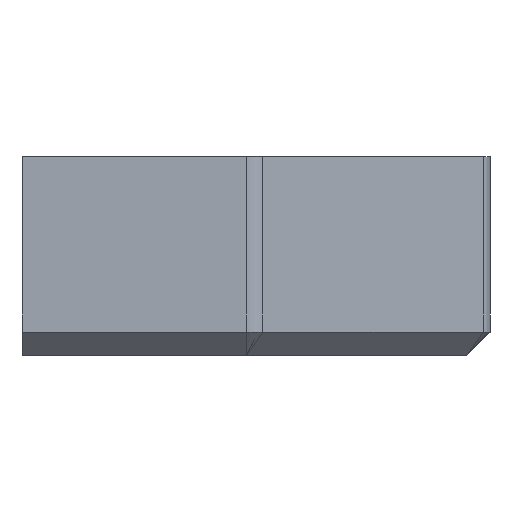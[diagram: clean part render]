
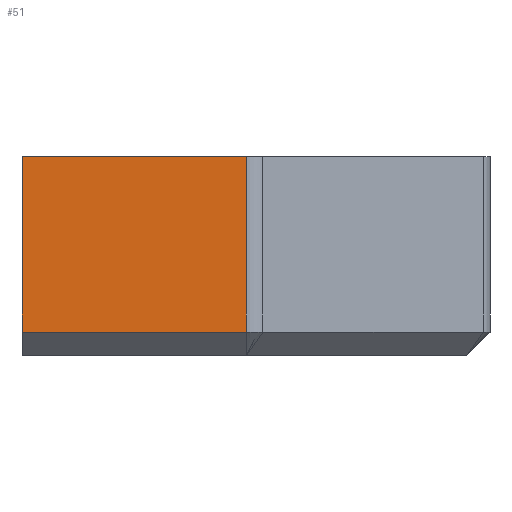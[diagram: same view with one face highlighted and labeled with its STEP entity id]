
A CAD part, left-side view. The second image highlights one B-rep face of the part: STEP entity #51.
In plain terms, the highlighted planar face has unit normal (-1, 0, 0).
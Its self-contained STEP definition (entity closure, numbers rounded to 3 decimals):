
#34 = CARTESIAN_POINT ( 'NONE',  ( -19., 10., 4.25 ) ) ;
#51 = ADVANCED_FACE ( 'NONE', ( #1161 ), #1088, .F. ) ;
#122 = EDGE_CURVE ( 'NONE', #599, #898, #747, .T. ) ;
#155 = DIRECTION ( 'NONE',  ( 0., -1., 0. ) ) ;
#160 = CARTESIAN_POINT ( 'NONE',  ( -19., 10., -3.25 ) ) ;
#165 = VECTOR ( 'NONE', #155, 1000. ) ;
#174 = ORIENTED_EDGE ( 'NONE', *, *, #874, .F. ) ;
#295 = EDGE_CURVE ( 'NONE', #677, #1289, #761, .T. ) ;
#299 = ORIENTED_EDGE ( 'NONE', *, *, #295, .T. ) ;
#314 = EDGE_CURVE ( 'NONE', #599, #677, #1453, .T. ) ;
#317 = AXIS2_PLACEMENT_3D ( 'NONE', #416, #1093, #1315 ) ;
#416 = CARTESIAN_POINT ( 'NONE',  ( -19., 10., -4.25 ) ) ;
#440 = VECTOR ( 'NONE', #509, 1000. ) ;
#509 = DIRECTION ( 'NONE',  ( 0., -1., 0. ) ) ;
#516 = VECTOR ( 'NONE', #1413, 1000. ) ;
#551 = VECTOR ( 'NONE', #1461, 1000. ) ;
#599 = VERTEX_POINT ( 'NONE', #1456 ) ;
#677 = VERTEX_POINT ( 'NONE', #1449 ) ;
#747 = LINE ( 'NONE', #1351, #551 ) ;
#761 = LINE ( 'NONE', #840, #516 ) ;
#762 = ORIENTED_EDGE ( 'NONE', *, *, #122, .F. ) ;
#840 = CARTESIAN_POINT ( 'NONE',  ( -19., 0.414, 4.25 ) ) ;
#874 = EDGE_CURVE ( 'NONE', #898, #1289, #1281, .T. ) ;
#898 = VERTEX_POINT ( 'NONE', #1047 ) ;
#1047 = CARTESIAN_POINT ( 'NONE',  ( -19., 10., 4.25 ) ) ;
#1088 = PLANE ( 'NONE',  #317 ) ;
#1093 = DIRECTION ( 'NONE',  ( 1., 0., 0. ) ) ;
#1161 = FACE_OUTER_BOUND ( 'NONE', #1344, .T. ) ;
#1281 = LINE ( 'NONE', #34, #165 ) ;
#1289 = VERTEX_POINT ( 'NONE', #1393 ) ;
#1315 = DIRECTION ( 'NONE',  ( 0., 0., -1. ) ) ;
#1344 = EDGE_LOOP ( 'NONE', ( #762, #1383, #299, #174 ) ) ;
#1351 = CARTESIAN_POINT ( 'NONE',  ( -19., 10., -4.25 ) ) ;
#1383 = ORIENTED_EDGE ( 'NONE', *, *, #314, .T. ) ;
#1393 = CARTESIAN_POINT ( 'NONE',  ( -19., 0.414, 4.25 ) ) ;
#1413 = DIRECTION ( 'NONE',  ( 0., 0., 1. ) ) ;
#1449 = CARTESIAN_POINT ( 'NONE',  ( -19., 0.414, -3.25 ) ) ;
#1453 = LINE ( 'NONE', #160, #440 ) ;
#1456 = CARTESIAN_POINT ( 'NONE',  ( -19., 10., -3.25 ) ) ;
#1461 = DIRECTION ( 'NONE',  ( 0., 0., 1. ) ) ;
